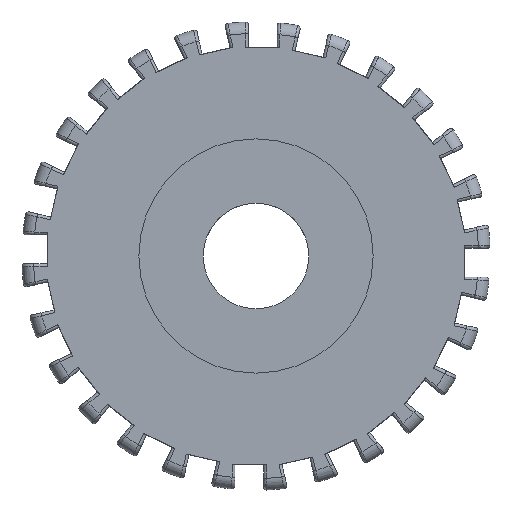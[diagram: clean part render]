
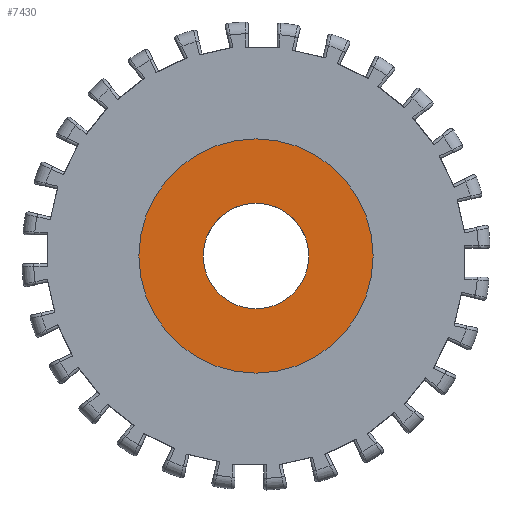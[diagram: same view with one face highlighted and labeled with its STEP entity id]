
A CAD part, front view. The second image highlights one B-rep face of the part: STEP entity #7430.
In plain terms, the highlighted planar face has unit normal (0, -1, 0).
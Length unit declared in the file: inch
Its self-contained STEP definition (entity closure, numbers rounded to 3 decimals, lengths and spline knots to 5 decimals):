
#164 = CARTESIAN_POINT ( 'NONE',  ( 0., 0.15, 0.09 ) ) ;
#344 = CIRCLE ( 'NONE', #8464, 0.2 ) ;
#412 = CIRCLE ( 'NONE', #5870, 0.09 ) ;
#705 = VERTEX_POINT ( 'NONE', #164 ) ;
#845 = FACE_OUTER_BOUND ( 'NONE', #14529, .T. ) ;
#1441 = VERTEX_POINT ( 'NONE', #15750 ) ;
#2010 = AXIS2_PLACEMENT_3D ( 'NONE', #6202, #11494, #8895 ) ;
#2164 = VERTEX_POINT ( 'NONE', #11232 ) ;
#2801 = CARTESIAN_POINT ( 'NONE',  ( 0., 0.15, 0. ) ) ;
#4097 = CARTESIAN_POINT ( 'NONE',  ( 0., 0.15, 0. ) ) ;
#4236 = ORIENTED_EDGE ( 'NONE', *, *, #13280, .T. ) ;
#5001 = CARTESIAN_POINT ( 'NONE',  ( 0., 0.15, 0. ) ) ;
#5202 = VERTEX_POINT ( 'NONE', #9161 ) ;
#5870 = AXIS2_PLACEMENT_3D ( 'NONE', #5001, #16693, #8991 ) ;
#6202 = CARTESIAN_POINT ( 'NONE',  ( 0., 0.15, 0. ) ) ;
#6477 = CIRCLE ( 'NONE', #2010, 0.2 ) ;
#6746 = DIRECTION ( 'NONE',  ( 0., -1., 0. ) ) ;
#7282 = EDGE_CURVE ( 'NONE', #2164, #705, #412, .T. ) ;
#7430 = ADVANCED_FACE ( 'NONE', ( #845, #13043 ), #9552, .T. ) ;
#7788 = ORIENTED_EDGE ( 'NONE', *, *, #7282, .T. ) ;
#8289 = AXIS2_PLACEMENT_3D ( 'NONE', #15847, #6746, #9384 ) ;
#8464 = AXIS2_PLACEMENT_3D ( 'NONE', #4097, #15685, #12167 ) ;
#8730 = EDGE_CURVE ( 'NONE', #705, #2164, #15674, .T. ) ;
#8895 = DIRECTION ( 'NONE',  ( 0., 0., -1. ) ) ;
#8991 = DIRECTION ( 'NONE',  ( 0., 0., -1. ) ) ;
#9161 = CARTESIAN_POINT ( 'NONE',  ( 0., 0.15, 0.2 ) ) ;
#9384 = DIRECTION ( 'NONE',  ( 0., 0., -1. ) ) ;
#9552 = PLANE ( 'NONE',  #8289 ) ;
#9740 = ORIENTED_EDGE ( 'NONE', *, *, #12191, .T. ) ;
#9976 = ORIENTED_EDGE ( 'NONE', *, *, #8730, .T. ) ;
#11232 = CARTESIAN_POINT ( 'NONE',  ( 0., 0.15, -0.09 ) ) ;
#11494 = DIRECTION ( 'NONE',  ( 0., -1., 0. ) ) ;
#11910 = DIRECTION ( 'NONE',  ( 0., 1., 0. ) ) ;
#12167 = DIRECTION ( 'NONE',  ( 0., 0., -1. ) ) ;
#12191 = EDGE_CURVE ( 'NONE', #1441, #5202, #6477, .T. ) ;
#13043 = FACE_BOUND ( 'NONE', #13094, .T. ) ;
#13094 = EDGE_LOOP ( 'NONE', ( #9976, #7788 ) ) ;
#13280 = EDGE_CURVE ( 'NONE', #5202, #1441, #344, .T. ) ;
#14406 = AXIS2_PLACEMENT_3D ( 'NONE', #2801, #11910, #14522 ) ;
#14522 = DIRECTION ( 'NONE',  ( 0., 0., -1. ) ) ;
#14529 = EDGE_LOOP ( 'NONE', ( #9740, #4236 ) ) ;
#15674 = CIRCLE ( 'NONE', #14406, 0.09 ) ;
#15685 = DIRECTION ( 'NONE',  ( 0., -1., 0. ) ) ;
#15750 = CARTESIAN_POINT ( 'NONE',  ( 0., 0.15, -0.2 ) ) ;
#15847 = CARTESIAN_POINT ( 'NONE',  ( 0., 0.15, 0. ) ) ;
#16693 = DIRECTION ( 'NONE',  ( 0., 1., 0. ) ) ;
